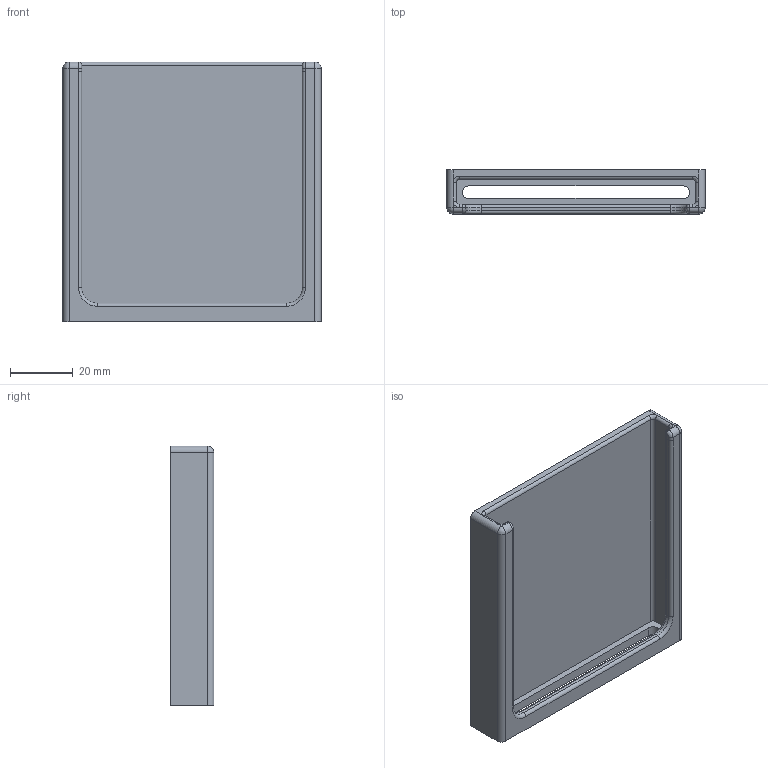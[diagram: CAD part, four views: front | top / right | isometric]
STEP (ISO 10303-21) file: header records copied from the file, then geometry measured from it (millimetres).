
FILE_DESCRIPTION(('HOOPS Exchange Step'),'2;1');
FILE_NAME('067.stp','2024-09-06T23:58:28+07:00',('nguye'),('Unknown organisation'),'HOOPS Exchange 2023.2','HOOPS Exchange','Unknown authorisation');
FILE_SCHEMA( ('AP203_CONFIGURATION_CONTROLLED_3D_DESIGN_OF_MECHANICAL_PARTS_AND_ASSEMBLIES_MIM_LF') );
Length unit declared in the file: millimetre
Products named in the file (1): Solid 9
Bounding box: 82.5 x 14 x 83 mm (x, y, z)
Volume: 29570.2 mm3; surface area: 20785.7 mm2
Topology: 1 solids, 1 shells, 65 faces, 153 edges, 86 vertices
Faces by surface type: cylinder 31, plane 20, torus 10, sphere 4
Entity records: 1834 total; most frequent: DIRECTION 351, CARTESIAN_POINT 301, ORIENTED_EDGE 298, EDGE_CURVE 149, AXIS2_PLACEMENT_3D 136, VERTEX_POINT 86, VECTOR 79, LINE 79
